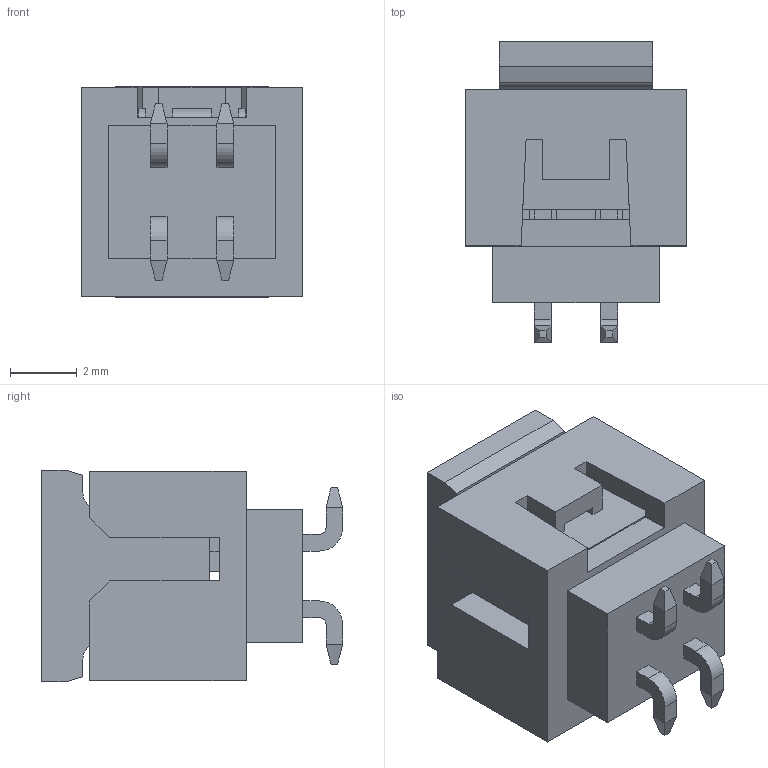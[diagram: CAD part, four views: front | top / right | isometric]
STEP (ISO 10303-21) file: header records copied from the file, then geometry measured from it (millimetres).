
FILE_DESCRIPTION((''),'2;1');
FILE_NAME('878320406','2019-04-10T',('gga'),(''),'PRO/ENGINEER BY PARAMETRIC TECHNOLOGY CORPORATION, 2016010','PRO/ENGINEER BY PARAMETRIC TECHNOLOGY CORPORATION, 2016010','');
FILE_SCHEMA(('CONFIG_CONTROL_DESIGN'));
Length unit declared in the file: millimetre
Products named in the file (1): 878320406
Bounding box: 6.65 x 9.05 x 6.35 mm (x, y, z)
Volume: 231.6 mm3; surface area: 465.5 mm2
Topology: 1 solids, 1 shells, 147 faces, 412 edges, 272 vertices
Faces by surface type: plane 137, cylinder 10
Entity records: 4661 total; most frequent: CARTESIAN_POINT 816, ORIENTED_EDGE 792, DIRECTION 728, EDGE_CURVE 396, VECTOR 392, LINE 392, VERTEX_POINT 256, AXIS2_PLACEMENT_3D 168
